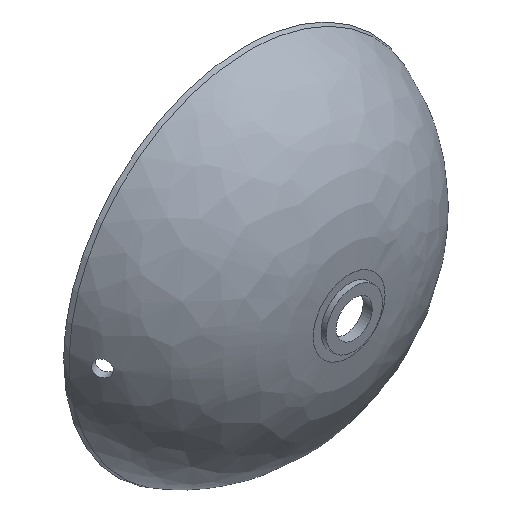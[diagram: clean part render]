
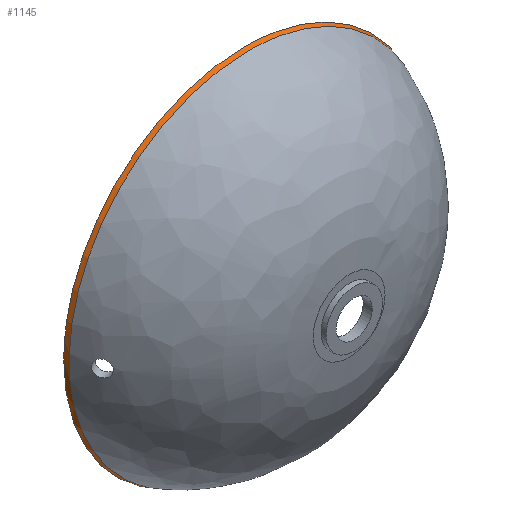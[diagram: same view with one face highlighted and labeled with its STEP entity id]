
A CAD part, isometric view. The second image highlights one B-rep face of the part: STEP entity #1145.
In plain terms, the highlighted free-form (B-spline) face has degree [2, 1] with [9, 2] control points.
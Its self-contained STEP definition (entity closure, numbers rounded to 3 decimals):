
#981=CARTESIAN_POINT('',(574.791,-4.984,439.286));
#982=VERTEX_POINT('',#981);
#998=CARTESIAN_POINT('',(351.605,-4.984,662.472));
#999=VERTEX_POINT('',#998);
#1000=CARTESIAN_POINT('',(574.791,-4.984,439.286));
#1001=CARTESIAN_POINT('',(574.791,-4.984,662.472));
#1002=CARTESIAN_POINT('',(351.605,-4.984,662.472));
#1010=(BOUNDED_CURVE()B_SPLINE_CURVE(2,(#1000,#1001,#1002),.UNSPECIFIED.,.F.,.U.)B_SPLINE_CURVE_WITH_KNOTS((3,3),(0.0,90.),.UNSPECIFIED.)CURVE()GEOMETRIC_REPRESENTATION_ITEM()RATIONAL_B_SPLINE_CURVE((0.94,0.665,0.94))REPRESENTATION_ITEM(''));
#1011=EDGE_CURVE('',#982,#999,#1010,.T.);
#1013=CARTESIAN_POINT('',(351.605,-4.984,662.472));
#1014=CARTESIAN_POINT('',(128.418,-4.984,662.472));
#1015=CARTESIAN_POINT('',(128.418,-4.984,439.286));
#1016=CARTESIAN_POINT('',(128.418,-4.984,216.1));
#1017=CARTESIAN_POINT('',(351.605,-4.984,216.1));
#1018=CARTESIAN_POINT('',(574.791,-4.984,216.1));
#1019=CARTESIAN_POINT('',(574.791,-4.984,439.286));
#1027=(BOUNDED_CURVE()B_SPLINE_CURVE(2,(#1013,#1014,#1015,#1016,#1017,#1018,#1019),.UNSPECIFIED.,.F.,.U.)B_SPLINE_CURVE_WITH_KNOTS((3,2,2,3),(90.0,180.0,270.0,360.0),.UNSPECIFIED.)CURVE()GEOMETRIC_REPRESENTATION_ITEM()RATIONAL_B_SPLINE_CURVE((0.94,0.665,0.94,0.665,0.94,0.665,0.94))REPRESENTATION_ITEM(''));
#1028=EDGE_CURVE('',#999,#982,#1027,.T.);
#1048=CARTESIAN_POINT('',(351.605,-4.984,662.472));
#1049=CARTESIAN_POINT('',(574.791,-4.984,662.472));
#1050=CARTESIAN_POINT('',(574.791,-4.984,439.286));
#1051=CARTESIAN_POINT('',(574.791,-4.984,216.1));
#1052=CARTESIAN_POINT('',(351.605,-4.984,216.1));
#1053=CARTESIAN_POINT('',(128.418,-4.984,216.1));
#1054=CARTESIAN_POINT('',(128.418,-4.984,439.286));
#1055=CARTESIAN_POINT('',(128.418,-4.984,662.472));
#1056=CARTESIAN_POINT('',(351.605,-4.984,662.472));
#1057=CARTESIAN_POINT('',(351.605,0.,664.286));
#1058=CARTESIAN_POINT('',(576.605,0.,664.286));
#1059=CARTESIAN_POINT('',(576.605,0.,439.286));
#1060=CARTESIAN_POINT('',(576.605,0.,214.286));
#1061=CARTESIAN_POINT('',(351.605,0.,214.286));
#1062=CARTESIAN_POINT('',(126.605,0.,214.286));
#1063=CARTESIAN_POINT('',(126.605,0.,439.286));
#1064=CARTESIAN_POINT('',(126.605,0.,664.286));
#1065=CARTESIAN_POINT('',(351.605,0.,664.286));
#1073=(BOUNDED_SURFACE()B_SPLINE_SURFACE(2,1,((#1048,#1057),(#1049,#1058),(#1050,#1059),(#1051,#1060),(#1052,#1061),(#1053,#1062),(#1054,#1063),(#1055,#1064),(#1056,#1065)),.UNSPECIFIED.,.T.,.F.,.U.)B_SPLINE_SURFACE_WITH_KNOTS((3,2,2,2,3),(2,2),(0.,90.0,180.0,270.0,360.),(53.844,61.818),.UNSPECIFIED.)GEOMETRIC_REPRESENTATION_ITEM()RATIONAL_B_SPLINE_SURFACE(((1.,1.),(0.707,0.707),(1.0,1.0),(0.707,0.707),(1.0,1.0),(0.707,0.707),(1.0,1.0),(0.707,0.707),(1.,1.)))REPRESENTATION_ITEM('')SURFACE());
#1074=ORIENTED_EDGE('',*,*,#1028,.F.);
#1075=CARTESIAN_POINT('',(351.605,0.,664.286));
#1076=VERTEX_POINT('',#1075);
#1077=CARTESIAN_POINT('',(351.605,-4.984,662.472));
#1078=DIRECTION('',(0.0,0.94,0.342));
#1079=VECTOR('',#1078,5.304);
#1080=LINE('',#1077,#1079);
#1081=EDGE_CURVE('',#999,#1076,#1080,.T.);
#1082=ORIENTED_EDGE('',*,*,#1081,.T.);
#1083=CARTESIAN_POINT('',(126.605,0.0,439.286));
#1084=VERTEX_POINT('',#1083);
#1085=CARTESIAN_POINT('',(351.605,0.,664.286));
#1086=CARTESIAN_POINT('',(126.605,0.,664.286));
#1087=CARTESIAN_POINT('',(126.605,0.,439.286));
#1095=(BOUNDED_CURVE()B_SPLINE_CURVE(2,(#1085,#1086,#1087),.UNSPECIFIED.,.F.,.U.)B_SPLINE_CURVE_WITH_KNOTS((3,3),(0.,90.),.UNSPECIFIED.)CURVE()GEOMETRIC_REPRESENTATION_ITEM()RATIONAL_B_SPLINE_CURVE((1.0,0.707,1.0))REPRESENTATION_ITEM(''));
#1096=EDGE_CURVE('',#1076,#1084,#1095,.T.);
#1097=ORIENTED_EDGE('',*,*,#1096,.T.);
#1098=CARTESIAN_POINT('',(351.605,0.0,214.286));
#1099=VERTEX_POINT('',#1098);
#1100=CARTESIAN_POINT('',(126.605,0.,439.286));
#1101=CARTESIAN_POINT('',(126.605,0.,214.286));
#1102=CARTESIAN_POINT('',(351.605,0.,214.286));
#1110=(BOUNDED_CURVE()B_SPLINE_CURVE(2,(#1100,#1101,#1102),.UNSPECIFIED.,.F.,.U.)B_SPLINE_CURVE_WITH_KNOTS((3,3),(90.,180.),.UNSPECIFIED.)CURVE()GEOMETRIC_REPRESENTATION_ITEM()RATIONAL_B_SPLINE_CURVE((1.0,0.707,1.0))REPRESENTATION_ITEM(''));
#1111=EDGE_CURVE('',#1084,#1099,#1110,.T.);
#1112=ORIENTED_EDGE('',*,*,#1111,.T.);
#1113=CARTESIAN_POINT('',(576.605,0.0,439.286));
#1114=VERTEX_POINT('',#1113);
#1115=CARTESIAN_POINT('',(351.605,0.,214.286));
#1116=CARTESIAN_POINT('',(576.605,0.,214.286));
#1117=CARTESIAN_POINT('',(576.605,0.,439.286));
#1125=(BOUNDED_CURVE()B_SPLINE_CURVE(2,(#1115,#1116,#1117),.UNSPECIFIED.,.F.,.U.)B_SPLINE_CURVE_WITH_KNOTS((3,3),(180.,270.),.UNSPECIFIED.)CURVE()GEOMETRIC_REPRESENTATION_ITEM()RATIONAL_B_SPLINE_CURVE((1.0,0.707,1.0))REPRESENTATION_ITEM(''));
#1126=EDGE_CURVE('',#1099,#1114,#1125,.T.);
#1127=ORIENTED_EDGE('',*,*,#1126,.T.);
#1128=CARTESIAN_POINT('',(576.605,0.,439.286));
#1129=CARTESIAN_POINT('',(576.605,0.,664.286));
#1130=CARTESIAN_POINT('',(351.605,0.,664.286));
#1138=(BOUNDED_CURVE()B_SPLINE_CURVE(2,(#1128,#1129,#1130),.UNSPECIFIED.,.F.,.U.)B_SPLINE_CURVE_WITH_KNOTS((3,3),(270.,360.0),.UNSPECIFIED.)CURVE()GEOMETRIC_REPRESENTATION_ITEM()RATIONAL_B_SPLINE_CURVE((1.0,0.707,1.0))REPRESENTATION_ITEM(''));
#1139=EDGE_CURVE('',#1114,#1076,#1138,.T.);
#1140=ORIENTED_EDGE('',*,*,#1139,.T.);
#1141=ORIENTED_EDGE('',*,*,#1081,.F.);
#1142=ORIENTED_EDGE('',*,*,#1011,.F.);
#1143=EDGE_LOOP('',(#1074,#1082,#1097,#1112,#1127,#1140,#1141,#1142));
#1144=FACE_OUTER_BOUND('',#1143,.T.);
#1145=ADVANCED_FACE('',(#1144),#1073,.T.);
